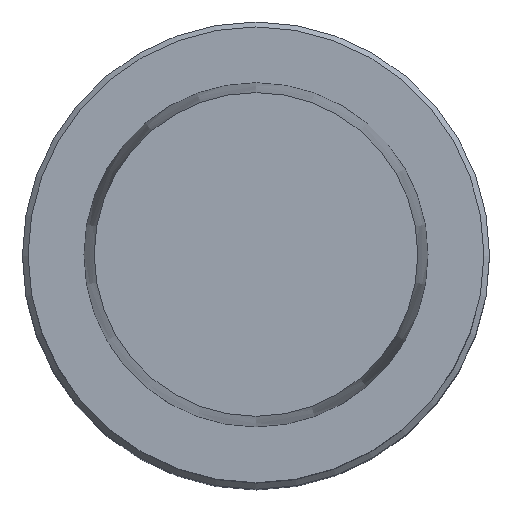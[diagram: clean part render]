
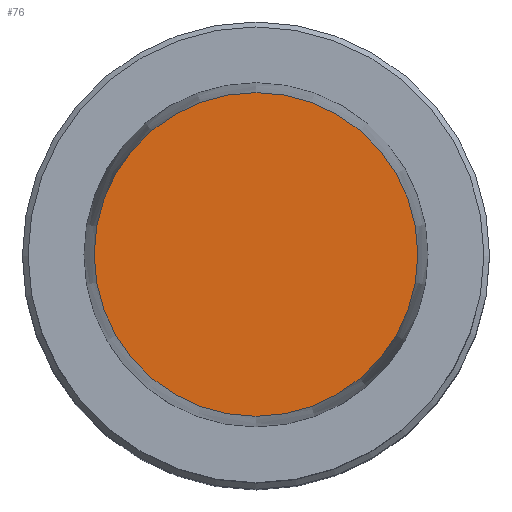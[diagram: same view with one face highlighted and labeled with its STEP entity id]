
A CAD part, top view. The second image highlights one B-rep face of the part: STEP entity #76.
In plain terms, the highlighted planar face has unit normal (0, 0, 1).
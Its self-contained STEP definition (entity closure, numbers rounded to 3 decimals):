
#76=ADVANCED_FACE('',(#95),#96,.T.);
#95=FACE_OUTER_BOUND('',#144,.T.);
#96=PLANE('',#145);
#144=EDGE_LOOP('',(#195));
#145=AXIS2_PLACEMENT_3D('',#196,#197,#198);
#195=ORIENTED_EDGE('',*,*,#275,.F.);
#196=CARTESIAN_POINT('',(0.,7.1,20.0));
#197=DIRECTION('',(0.,0.,1.0));
#198=DIRECTION('',(0.,-1.0,0.));
#275=EDGE_CURVE('',#292,#292,#293,.T.);
#292=VERTEX_POINT('',#324);
#293=CIRCLE('',#325,14.2);
#324=CARTESIAN_POINT('',(0.,14.2,20.0));
#325=AXIS2_PLACEMENT_3D('',#357,#358,#359);
#357=CARTESIAN_POINT('',(0.,0.,20.0));
#358=DIRECTION('',(0.,0.,-1.0));
#359=DIRECTION('',(0.,1.0,0.));
